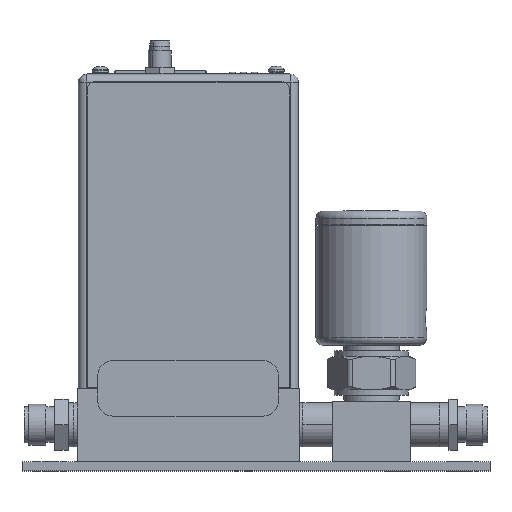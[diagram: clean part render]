
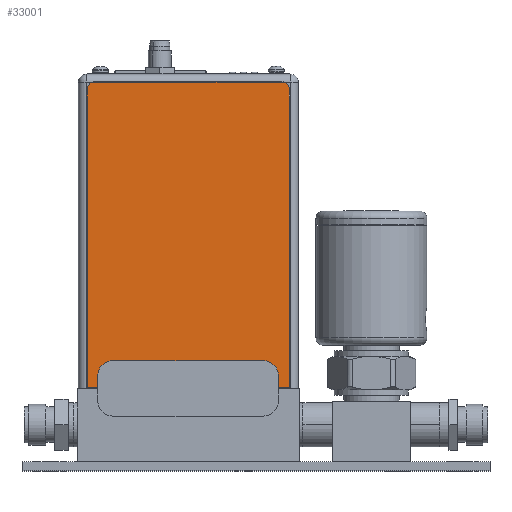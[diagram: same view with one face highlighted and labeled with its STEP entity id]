
A CAD part, top view. The second image highlights one B-rep face of the part: STEP entity #33001.
In plain terms, the highlighted planar face has unit normal (0, 0, 1).
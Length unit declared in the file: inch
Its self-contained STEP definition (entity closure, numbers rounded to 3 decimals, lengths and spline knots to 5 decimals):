
#32834=CARTESIAN_POINT('',(2.63,4.04,0.004));
#32835=DIRECTION('',(0.,0.,-1.));
#32836=DIRECTION('',(0.,1.,0.));
#32837=AXIS2_PLACEMENT_3D('',#32834,#32835,#32836);
#32839=DIRECTION('',(0.,-1.,0.));
#32840=VECTOR('',#32839,4.04);
#32841=CARTESIAN_POINT('',(2.73,4.04,0.004));
#32842=LINE('',#32841,#32840);
#32843=DIRECTION('',(-1.,0.,0.));
#32844=VECTOR('',#32843,2.73);
#32845=CARTESIAN_POINT('',(2.73,0.,0.004));
#32846=LINE('',#32845,#32844);
#32847=DIRECTION('',(0.,1.,0.));
#32848=VECTOR('',#32847,4.04);
#32849=CARTESIAN_POINT('',(0.,0.,0.004));
#32850=LINE('',#32849,#32848);
#32851=CARTESIAN_POINT('',(0.1,4.04,0.004));
#32852=DIRECTION('',(0.,0.,-1.));
#32853=DIRECTION('',(-1.,0.,0.));
#32854=AXIS2_PLACEMENT_3D('',#32851,#32852,#32853);
#32856=DIRECTION('',(1.,0.,0.));
#32857=VECTOR('',#32856,2.53);
#32858=CARTESIAN_POINT('',(0.1,4.14,0.004));
#32859=LINE('',#32858,#32857);
#32872=CARTESIAN_POINT('',(2.73,4.04,0.004));
#32873=VERTEX_POINT('',#32872);
#32874=CARTESIAN_POINT('',(2.63,4.14,0.004));
#32875=VERTEX_POINT('',#32874);
#32876=CARTESIAN_POINT('',(2.73,0.,0.004));
#32877=VERTEX_POINT('',#32876);
#32878=CARTESIAN_POINT('',(0.,0.,0.004));
#32879=VERTEX_POINT('',#32878);
#32880=CARTESIAN_POINT('',(0.,4.04,0.004));
#32881=VERTEX_POINT('',#32880);
#32882=CARTESIAN_POINT('',(0.1,4.14,0.004));
#32883=VERTEX_POINT('',#32882);
#32988=CARTESIAN_POINT('',(0.,0.,0.004));
#32989=DIRECTION('',(0.,0.,1.));
#32990=DIRECTION('',(1.,0.,0.));
#32991=AXIS2_PLACEMENT_3D('',#32988,#32989,#32990);
#32992=PLANE('',#32991);
#32993=ORIENTED_EDGE('',*,*,#32912,.T.);
#32994=ORIENTED_EDGE('',*,*,#32928,.T.);
#32995=ORIENTED_EDGE('',*,*,#32941,.T.);
#32996=ORIENTED_EDGE('',*,*,#32954,.T.);
#32997=ORIENTED_EDGE('',*,*,#32969,.T.);
#32998=ORIENTED_EDGE('',*,*,#32981,.T.);
#32999=EDGE_LOOP('',(#32993,#32994,#32995,#32996,#32997,#32998));
#33000=FACE_OUTER_BOUND('',#32999,.F.);
#33001=ADVANCED_FACE('',(#33000),#32992,.T.);
#32838=CIRCLE('',#32837,0.1);
#32855=CIRCLE('',#32854,0.1);
#32912=EDGE_CURVE('',#32875,#32873,#32838,.T.);
#32928=EDGE_CURVE('',#32873,#32877,#32842,.T.);
#32941=EDGE_CURVE('',#32877,#32879,#32846,.T.);
#32954=EDGE_CURVE('',#32879,#32881,#32850,.T.);
#32969=EDGE_CURVE('',#32881,#32883,#32855,.T.);
#32981=EDGE_CURVE('',#32883,#32875,#32859,.T.);
